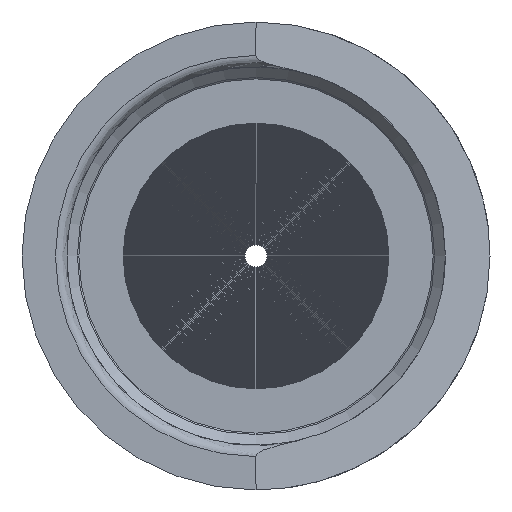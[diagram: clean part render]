
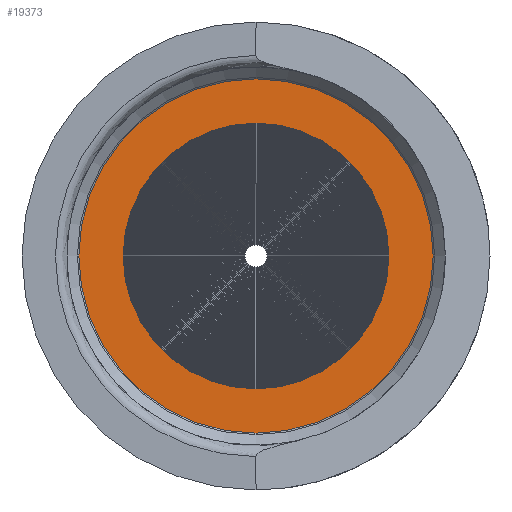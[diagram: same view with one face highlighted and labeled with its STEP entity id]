
A CAD part, left-side view. The second image highlights one B-rep face of the part: STEP entity #19373.
In plain terms, the highlighted planar face has unit normal (-1, 0, 0).
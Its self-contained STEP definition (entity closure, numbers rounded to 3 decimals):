
#16=FACE_BOUND('',#5099,.T.);
#3041=CIRCLE('',#22430,0.596);
#3042=CIRCLE('',#22431,0.596);
#3043=CIRCLE('',#22433,0.85);
#3044=CIRCLE('',#22434,0.85);
#4077=FACE_OUTER_BOUND('',#5098,.T.);
#5098=EDGE_LOOP('',(#18288,#18289));
#5099=EDGE_LOOP('',(#18290,#18291));
#9165=VERTEX_POINT('',#35674);
#9166=VERTEX_POINT('',#35676);
#9167=VERTEX_POINT('',#35680);
#9168=VERTEX_POINT('',#35681);
#12212=EDGE_CURVE('',#9166,#9165,#3041,.T.);
#12213=EDGE_CURVE('',#9165,#9166,#3042,.T.);
#12214=EDGE_CURVE('',#9167,#9168,#3043,.T.);
#12215=EDGE_CURVE('',#9168,#9167,#3044,.T.);
#18288=ORIENTED_EDGE('',*,*,#12214,.F.);
#18289=ORIENTED_EDGE('',*,*,#12215,.F.);
#18290=ORIENTED_EDGE('',*,*,#12212,.T.);
#18291=ORIENTED_EDGE('',*,*,#12213,.T.);
#18363=PLANE('',#22432);
#19373=ADVANCED_FACE('',(#4077,#16),#18363,.T.);
#22430=AXIS2_PLACEMENT_3D('',#35677,#29521,#29522);
#22431=AXIS2_PLACEMENT_3D('',#35678,#29523,#29524);
#22432=AXIS2_PLACEMENT_3D('',#35679,#29525,#29526);
#22433=AXIS2_PLACEMENT_3D('',#35682,#29527,#29528);
#22434=AXIS2_PLACEMENT_3D('',#35683,#29529,#29530);
#29521=DIRECTION('center_axis',(1.,0.,0.));
#29522=DIRECTION('ref_axis',(0.,0.,-1.));
#29523=DIRECTION('center_axis',(1.,0.,0.));
#29524=DIRECTION('ref_axis',(0.,0.,-1.));
#29525=DIRECTION('center_axis',(-1.,0.,0.));
#29526=DIRECTION('ref_axis',(0.,0.,1.));
#29527=DIRECTION('center_axis',(1.,0.,0.));
#29528=DIRECTION('ref_axis',(0.,0.,-1.));
#29529=DIRECTION('center_axis',(1.,0.,0.));
#29530=DIRECTION('ref_axis',(0.,0.,-1.));
#35674=CARTESIAN_POINT('',(0.,-0.596,0.));
#35676=CARTESIAN_POINT('',(0.,0.596,0.));
#35677=CARTESIAN_POINT('Origin',(0.,0.,0.));
#35678=CARTESIAN_POINT('Origin',(0.,0.,0.));
#35679=CARTESIAN_POINT('Origin',(0.,0.85,0.));
#35680=CARTESIAN_POINT('',(0.,0.85,0.));
#35681=CARTESIAN_POINT('',(0.,-0.85,0.));
#35682=CARTESIAN_POINT('Origin',(0.,0.,0.));
#35683=CARTESIAN_POINT('Origin',(0.,0.,0.));
